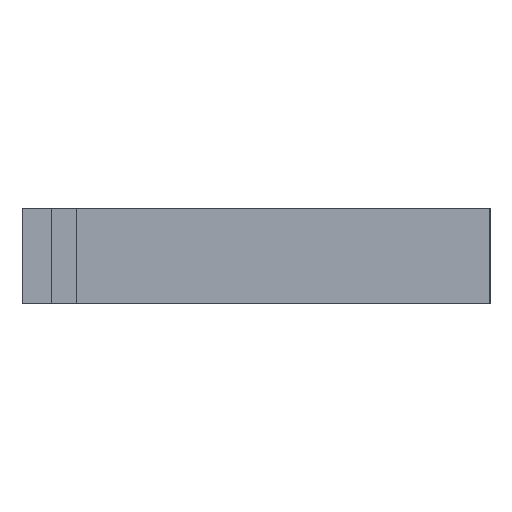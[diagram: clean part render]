
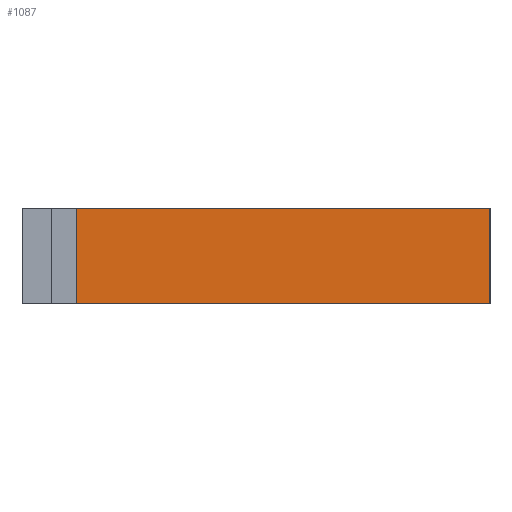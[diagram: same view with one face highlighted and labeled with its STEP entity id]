
A CAD part, left-side view. The second image highlights one B-rep face of the part: STEP entity #1087.
In plain terms, the highlighted planar face has unit normal (-1, 0, 0).
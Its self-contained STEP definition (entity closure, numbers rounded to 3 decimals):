
#1031=CARTESIAN_POINT('',(-5.,13.285,0.));
#1032=VERTEX_POINT('',#1031);
#1040=CARTESIAN_POINT('',(-5.,13.285,-10.));
#1041=VERTEX_POINT('',#1040);
#1048=CARTESIAN_POINT('',(-5.,13.285,-10.));
#1049=DIRECTION('',(0.,0.,1.));
#1050=VECTOR('',#1049,10.);
#1051=LINE('',#1048,#1050);
#1052=EDGE_CURVE('',#1041,#1032,#1051,.T.);
#1057=CARTESIAN_POINT('',(-5.,-8.24,-10.));
#1058=DIRECTION('',(-1.,-0.,0.));
#1059=DIRECTION('',(0.,-1.,0.));
#1060=AXIS2_PLACEMENT_3D('',#1057,#1058,#1059);
#1061=PLANE('',#1060);
#1062=CARTESIAN_POINT('',(-5.,-29.765,0.));
#1063=VERTEX_POINT('',#1062);
#1064=CARTESIAN_POINT('',(-5.,13.285,0.));
#1065=DIRECTION('',(0.,-1.,0.));
#1066=VECTOR('',#1065,43.05);
#1067=LINE('',#1064,#1066);
#1068=EDGE_CURVE('',#1032,#1063,#1067,.T.);
#1069=ORIENTED_EDGE('',*,*,#1068,.F.);
#1070=ORIENTED_EDGE('',*,*,#1052,.F.);
#1071=CARTESIAN_POINT('',(-5.,-29.765,-10.));
#1072=VERTEX_POINT('',#1071);
#1073=CARTESIAN_POINT('',(-5.,13.285,-10.));
#1074=DIRECTION('',(0.,-1.,0.));
#1075=VECTOR('',#1074,43.05);
#1076=LINE('',#1073,#1075);
#1077=EDGE_CURVE('',#1041,#1072,#1076,.T.);
#1078=ORIENTED_EDGE('',*,*,#1077,.T.);
#1079=CARTESIAN_POINT('',(-5.,-29.765,-10.));
#1080=DIRECTION('',(0.,0.,1.));
#1081=VECTOR('',#1080,10.);
#1082=LINE('',#1079,#1081);
#1083=EDGE_CURVE('',#1072,#1063,#1082,.T.);
#1084=ORIENTED_EDGE('',*,*,#1083,.T.);
#1085=EDGE_LOOP('',(#1069,#1070,#1078,#1084));
#1086=FACE_BOUND('',#1085,.T.);
#1087=ADVANCED_FACE('',(#1086),#1061,.T.);
